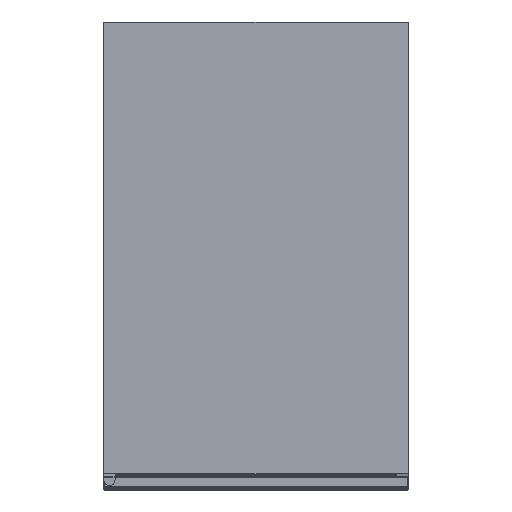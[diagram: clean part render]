
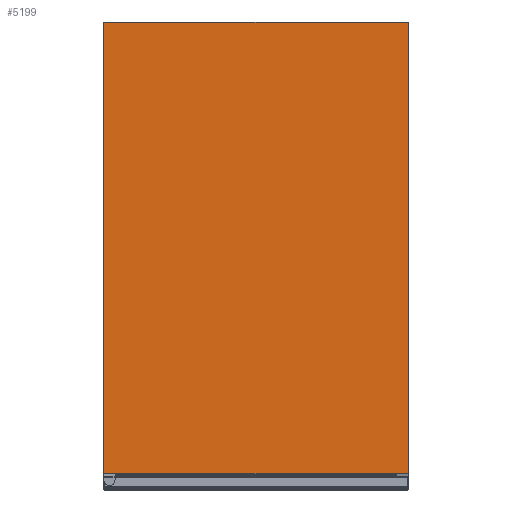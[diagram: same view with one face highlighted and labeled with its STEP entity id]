
A CAD part, top view. The second image highlights one B-rep face of the part: STEP entity #5199.
In plain terms, the highlighted planar face has unit normal (0, 0, 1).
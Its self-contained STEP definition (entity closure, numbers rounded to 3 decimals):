
#228=PLANE('',#5731);
#336=LINE('',#7867,#815);
#687=LINE('',#8913,#1166);
#690=LINE('',#8926,#1169);
#691=LINE('',#8928,#1170);
#815=VECTOR('',#6168,638.);
#1166=VECTOR('',#7225,430.);
#1169=VECTOR('',#7244,638.);
#1170=VECTOR('',#7247,430.);
#1600=FACE_OUTER_BOUND('',#1928,.T.);
#1928=EDGE_LOOP('',(#4772,#4773,#4774,#4775));
#2367=VERTEX_POINT('',#7864);
#2368=VERTEX_POINT('',#7866);
#2638=VERTEX_POINT('',#8911);
#2640=VERTEX_POINT('',#8924);
#2855=EDGE_CURVE('',#2367,#2368,#336,.T.);
#3356=EDGE_CURVE('',#2638,#2367,#687,.T.);
#3359=EDGE_CURVE('',#2638,#2640,#690,.T.);
#3360=EDGE_CURVE('',#2368,#2640,#691,.T.);
#4772=ORIENTED_EDGE('',*,*,#3359,.T.);
#4773=ORIENTED_EDGE('',*,*,#3360,.F.);
#4774=ORIENTED_EDGE('',*,*,#2855,.F.);
#4775=ORIENTED_EDGE('',*,*,#3356,.F.);
#5199=ADVANCED_FACE('',(#1600),#228,.T.);
#5731=AXIS2_PLACEMENT_3D('',#8927,#7245,#7246);
#6168=DIRECTION('',(0.,1.,0.));
#7225=DIRECTION('',(-1.,0.,0.));
#7244=DIRECTION('',(0.,1.,0.));
#7245=DIRECTION('center_axis',(0.,0.,1.));
#7246=DIRECTION('ref_axis',(1.,0.,0.));
#7247=DIRECTION('',(1.,0.,0.));
#7864=CARTESIAN_POINT('',(-430.,-622.,1926.));
#7866=CARTESIAN_POINT('',(-430.,16.,1926.));
#7867=CARTESIAN_POINT('',(-430.,0.,1926.));
#8911=CARTESIAN_POINT('',(0.,-622.,1926.));
#8913=CARTESIAN_POINT('',(0.,-622.,1926.));
#8924=CARTESIAN_POINT('',(0.,16.,1926.));
#8926=CARTESIAN_POINT('',(0.,0.,1926.));
#8927=CARTESIAN_POINT('Origin',(-430.,0.,1926.));
#8928=CARTESIAN_POINT('',(-430.,16.,1926.));
